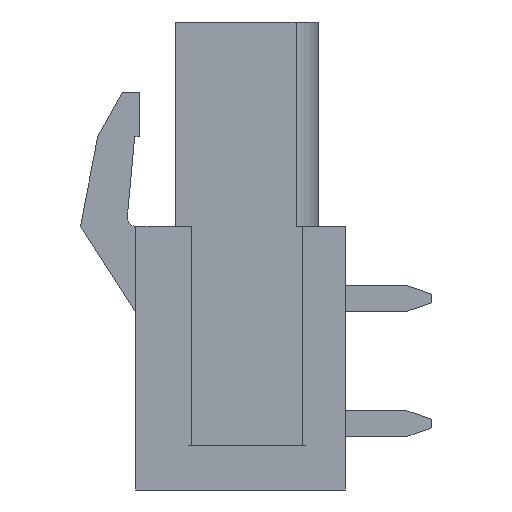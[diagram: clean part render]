
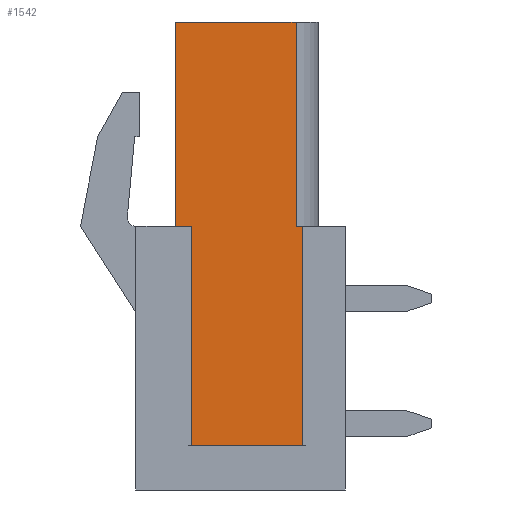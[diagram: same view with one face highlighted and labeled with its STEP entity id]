
A CAD part, left-side view. The second image highlights one B-rep face of the part: STEP entity #1542.
In plain terms, the highlighted planar face has unit normal (-1, 0, 0).
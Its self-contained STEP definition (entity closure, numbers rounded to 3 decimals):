
#1542 = ADVANCED_FACE( '', ( #3224 ), #3225, .T. );
#3224 = FACE_OUTER_BOUND( '', #5090, .T. );
#3225 = PLANE( '', #5091 );
#5090 = EDGE_LOOP( '', ( #9549, #9550, #9551, #9552, #9553, #9554, #9555 ) );
#5091 = AXIS2_PLACEMENT_3D( '', #9556, #9557, #9558 );
#9549 = ORIENTED_EDGE( '', *, *, #13237, .T. );
#9550 = ORIENTED_EDGE( '', *, *, #12018, .T. );
#9551 = ORIENTED_EDGE( '', *, *, #13215, .T. );
#9552 = ORIENTED_EDGE( '', *, *, #12065, .T. );
#9553 = ORIENTED_EDGE( '', *, *, #13305, .T. );
#9554 = ORIENTED_EDGE( '', *, *, #13306, .F. );
#9555 = ORIENTED_EDGE( '', *, *, #13307, .F. );
#9556 = CARTESIAN_POINT( '', ( -29.53, 0., 0. ) );
#9557 = DIRECTION( '', ( -1., 0., 0. ) );
#9558 = DIRECTION( '', ( 0., 0., 1. ) );
#12018 = EDGE_CURVE( '', #14717, #14722, #14724, .T. );
#12065 = EDGE_CURVE( '', #14796, #14800, #14802, .T. );
#13215 = EDGE_CURVE( '', #14722, #14796, #16509, .T. );
#13237 = EDGE_CURVE( '', #16539, #14717, #16540, .T. );
#13305 = EDGE_CURVE( '', #14800, #16622, #16623, .T. );
#13306 = EDGE_CURVE( '', #16624, #16622, #16625, .T. );
#13307 = EDGE_CURVE( '', #16539, #16624, #16626, .T. );
#14717 = VERTEX_POINT( '', #18542 );
#14722 = VERTEX_POINT( '', #18549 );
#14724 = LINE( '', #18552, #18553 );
#14796 = VERTEX_POINT( '', #18653 );
#14800 = VERTEX_POINT( '', #18659 );
#14802 = LINE( '', #18662, #18663 );
#16509 = LINE( '', #21244, #21245 );
#16539 = VERTEX_POINT( '', #21284 );
#16540 = LINE( '', #21285, #21286 );
#16622 = VERTEX_POINT( '', #21405 );
#16623 = LINE( '', #21406, #21407 );
#16624 = VERTEX_POINT( '', #21408 );
#16625 = LINE( '', #21409, #21410 );
#16626 = LINE( '', #21411, #21412 );
#18542 = CARTESIAN_POINT( '', ( -29.53, -2.25, 0. ) );
#18549 = CARTESIAN_POINT( '', ( -29.53, -2.25, 8.3 ) );
#18552 = CARTESIAN_POINT( '', ( -29.53, -2.25, 0. ) );
#18553 = VECTOR( '', #22644, 1000. );
#18653 = CARTESIAN_POINT( '', ( -29.53, 2.65, 8.3 ) );
#18659 = CARTESIAN_POINT( '', ( -29.53, 2.65, 0. ) );
#18662 = CARTESIAN_POINT( '', ( -29.53, 2.65, 8.3 ) );
#18663 = VECTOR( '', #22694, 1000. );
#21244 = CARTESIAN_POINT( '', ( -29.53, -3.15, 8.3 ) );
#21245 = VECTOR( '', #23753, 1000. );
#21284 = CARTESIAN_POINT( '', ( -29.53, -3.15, 0. ) );
#21285 = CARTESIAN_POINT( '', ( -29.53, 0., 0. ) );
#21286 = VECTOR( '', #23781, 1000. );
#21405 = CARTESIAN_POINT( '', ( -29.53, 2.65, -8.9 ) );
#21406 = CARTESIAN_POINT( '', ( -29.53, 2.65, 0. ) );
#21407 = VECTOR( '', #23831, 1000. );
#21408 = CARTESIAN_POINT( '', ( -29.53, -3.15, -8.9 ) );
#21409 = CARTESIAN_POINT( '', ( -29.53, -4.25, -8.9 ) );
#21410 = VECTOR( '', #23832, 1000. );
#21411 = CARTESIAN_POINT( '', ( -29.53, -3.15, 0. ) );
#21412 = VECTOR( '', #23833, 1000. );
#22644 = DIRECTION( '', ( 0., 0., 1. ) );
#22694 = DIRECTION( '', ( 0., 0., -1. ) );
#23753 = DIRECTION( '', ( 0., 1., 0. ) );
#23781 = DIRECTION( '', ( 0., 1., 0. ) );
#23831 = DIRECTION( '', ( 0., 0., -1. ) );
#23832 = DIRECTION( '', ( 0., 1., 0. ) );
#23833 = DIRECTION( '', ( 0., 0., -1. ) );
